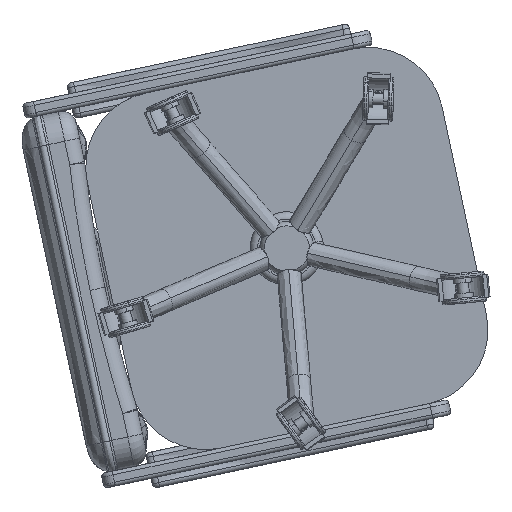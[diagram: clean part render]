
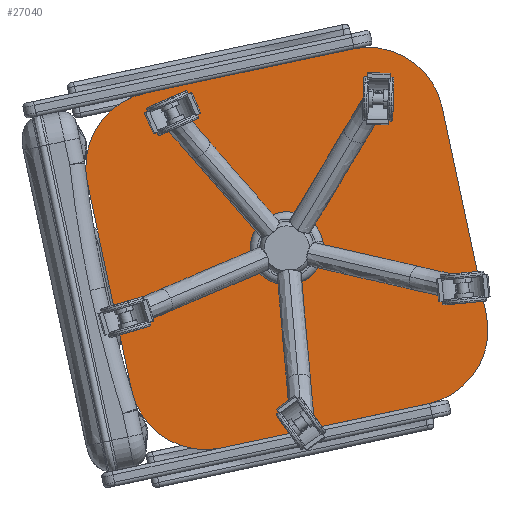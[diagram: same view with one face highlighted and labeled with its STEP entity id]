
A CAD part, front view. The second image highlights one B-rep face of the part: STEP entity #27040.
In plain terms, the highlighted planar face has unit normal (0, -1, 0).
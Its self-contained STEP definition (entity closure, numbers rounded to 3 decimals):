
#348 = DIRECTION ( 'NONE',  ( 0., 0., -1. ) ) ;
#1538 = EDGE_CURVE ( 'NONE', #14346, #25611, #27927, .T. ) ;
#1714 = AXIS2_PLACEMENT_3D ( 'NONE', #9209, #31485, #12383 ) ;
#1945 = DIRECTION ( 'NONE',  ( 0., 0., -1. ) ) ;
#2298 = CARTESIAN_POINT ( 'NONE',  ( 140., 0., 140. ) ) ;
#4017 = CARTESIAN_POINT ( 'NONE',  ( 140., 0., -140. ) ) ;
#4556 = EDGE_CURVE ( 'NONE', #18063, #19087, #16345, .T. ) ;
#4880 = CARTESIAN_POINT ( 'NONE',  ( -240., 0., -140. ) ) ;
#5739 = VERTEX_POINT ( 'NONE', #22618 ) ;
#6207 = DIRECTION ( 'NONE',  ( 0., 1., 0. ) ) ;
#6598 = DIRECTION ( 'NONE',  ( 0., 1., 0. ) ) ;
#7223 = DIRECTION ( 'NONE',  ( 0., 0., -1. ) ) ;
#7480 = CARTESIAN_POINT ( 'NONE',  ( -140., 0., 140. ) ) ;
#8051 = DIRECTION ( 'NONE',  ( 0., 0., 1. ) ) ;
#8316 = EDGE_LOOP ( 'NONE', ( #34838, #34290 ) ) ;
#8945 = VERTEX_POINT ( 'NONE', #12072 ) ;
#8983 = CIRCLE ( 'NONE', #13756, 100. ) ;
#8985 = VERTEX_POINT ( 'NONE', #21883 ) ;
#9085 = EDGE_CURVE ( 'NONE', #8945, #30498, #22020, .T. ) ;
#9098 = EDGE_CURVE ( 'NONE', #14877, #8945, #13561, .T. ) ;
#9209 = CARTESIAN_POINT ( 'NONE',  ( 140., 0., 140. ) ) ;
#9391 = CARTESIAN_POINT ( 'NONE',  ( 0., 0., 48.621 ) ) ;
#9788 = DIRECTION ( 'NONE',  ( 1., 0., 0. ) ) ;
#10129 = CIRCLE ( 'NONE', #31753, 48.621 ) ;
#10754 = ORIENTED_EDGE ( 'NONE', *, *, #14404, .F. ) ;
#10772 = CIRCLE ( 'NONE', #19015, 48.621 ) ;
#10888 = AXIS2_PLACEMENT_3D ( 'NONE', #4017, #26335, #7223 ) ;
#12072 = CARTESIAN_POINT ( 'NONE',  ( 240., 0., 140. ) ) ;
#12242 = CARTESIAN_POINT ( 'NONE',  ( 240., 0., -140. ) ) ;
#12379 = FACE_BOUND ( 'NONE', #8316, .T. ) ;
#12383 = DIRECTION ( 'NONE',  ( 0., 0., -1. ) ) ;
#12559 = ORIENTED_EDGE ( 'NONE', *, *, #18324, .F. ) ;
#12772 = CARTESIAN_POINT ( 'NONE',  ( 140., 0., -240. ) ) ;
#13047 = CARTESIAN_POINT ( 'NONE',  ( 0., 0., 0. ) ) ;
#13246 = CARTESIAN_POINT ( 'NONE',  ( 240., 0., -140. ) ) ;
#13561 = CIRCLE ( 'NONE', #22138, 100. ) ;
#13756 = AXIS2_PLACEMENT_3D ( 'NONE', #18636, #40921, #21801 ) ;
#13810 = ORIENTED_EDGE ( 'NONE', *, *, #1538, .F. ) ;
#14346 = VERTEX_POINT ( 'NONE', #12772 ) ;
#14404 = EDGE_CURVE ( 'NONE', #30498, #14346, #23428, .T. ) ;
#14877 = VERTEX_POINT ( 'NONE', #38387 ) ;
#15332 = DIRECTION ( 'NONE',  ( -1., 0., 0. ) ) ;
#15491 = PLANE ( 'NONE',  #1714 ) ;
#16249 = CARTESIAN_POINT ( 'NONE',  ( -140., 0., -240. ) ) ;
#16303 = DIRECTION ( 'NONE',  ( 0., 0., -1. ) ) ;
#16345 = CIRCLE ( 'NONE', #36843, 100. ) ;
#18063 = VERTEX_POINT ( 'NONE', #20769 ) ;
#18324 = EDGE_CURVE ( 'NONE', #19087, #14877, #37086, .T. ) ;
#18440 = VECTOR ( 'NONE', #15332, 1000. ) ;
#18573 = EDGE_LOOP ( 'NONE', ( #33474, #33169, #13810, #10754, #27716, #40716, #12559, #22990 ) ) ;
#18627 = CARTESIAN_POINT ( 'NONE',  ( -140., 0., 240. ) ) ;
#18636 = CARTESIAN_POINT ( 'NONE',  ( -140., 0., -140. ) ) ;
#18853 = CARTESIAN_POINT ( 'NONE',  ( 140., 0., 240. ) ) ;
#19015 = AXIS2_PLACEMENT_3D ( 'NONE', #40158, #21018, #1945 ) ;
#19087 = VERTEX_POINT ( 'NONE', #18627 ) ;
#20420 = EDGE_CURVE ( 'NONE', #8985, #30351, #10129, .T. ) ;
#20769 = CARTESIAN_POINT ( 'NONE',  ( -240., 0., 140. ) ) ;
#21018 = DIRECTION ( 'NONE',  ( 0., -1., 0. ) ) ;
#21801 = DIRECTION ( 'NONE',  ( 0., 0., 1. ) ) ;
#21883 = CARTESIAN_POINT ( 'NONE',  ( 0., 0., -48.621 ) ) ;
#22020 = LINE ( 'NONE', #12242, #37994 ) ;
#22138 = AXIS2_PLACEMENT_3D ( 'NONE', #2298, #6207, #348 ) ;
#22618 = CARTESIAN_POINT ( 'NONE',  ( -240., 0., -140. ) ) ;
#22990 = ORIENTED_EDGE ( 'NONE', *, *, #4556, .F. ) ;
#23428 = CIRCLE ( 'NONE', #10888, 100. ) ;
#23554 = EDGE_CURVE ( 'NONE', #25611, #5739, #8983, .T. ) ;
#24749 = EDGE_CURVE ( 'NONE', #5739, #18063, #41217, .T. ) ;
#25611 = VERTEX_POINT ( 'NONE', #16249 ) ;
#26223 = CARTESIAN_POINT ( 'NONE',  ( 140., 0., -240. ) ) ;
#26335 = DIRECTION ( 'NONE',  ( 0., 1., 0. ) ) ;
#27040 = ADVANCED_FACE ( 'NONE', ( #12379, #28359 ), #15491, .T. ) ;
#27716 = ORIENTED_EDGE ( 'NONE', *, *, #9085, .F. ) ;
#27927 = LINE ( 'NONE', #26223, #18440 ) ;
#28359 = FACE_OUTER_BOUND ( 'NONE', #18573, .T. ) ;
#28514 = DIRECTION ( 'NONE',  ( 0., 0., -1. ) ) ;
#28642 = VECTOR ( 'NONE', #9788, 1000. ) ;
#30351 = VERTEX_POINT ( 'NONE', #9391 ) ;
#30498 = VERTEX_POINT ( 'NONE', #13246 ) ;
#31485 = DIRECTION ( 'NONE',  ( 0., -1., 0. ) ) ;
#31753 = AXIS2_PLACEMENT_3D ( 'NONE', #13047, #35329, #16303 ) ;
#32699 = VECTOR ( 'NONE', #8051, 1000. ) ;
#33169 = ORIENTED_EDGE ( 'NONE', *, *, #23554, .F. ) ;
#33474 = ORIENTED_EDGE ( 'NONE', *, *, #24749, .F. ) ;
#34290 = ORIENTED_EDGE ( 'NONE', *, *, #20420, .F. ) ;
#34465 = DIRECTION ( 'NONE',  ( 0., 0., -1. ) ) ;
#34838 = ORIENTED_EDGE ( 'NONE', *, *, #39877, .F. ) ;
#35329 = DIRECTION ( 'NONE',  ( 0., -1., 0. ) ) ;
#36843 = AXIS2_PLACEMENT_3D ( 'NONE', #7480, #6598, #34465 ) ;
#37086 = LINE ( 'NONE', #18853, #28642 ) ;
#37994 = VECTOR ( 'NONE', #28514, 1000. ) ;
#38387 = CARTESIAN_POINT ( 'NONE',  ( 140., 0., 240. ) ) ;
#39877 = EDGE_CURVE ( 'NONE', #30351, #8985, #10772, .T. ) ;
#40158 = CARTESIAN_POINT ( 'NONE',  ( 0., 0., 0. ) ) ;
#40716 = ORIENTED_EDGE ( 'NONE', *, *, #9098, .F. ) ;
#40921 = DIRECTION ( 'NONE',  ( 0., 1., 0. ) ) ;
#41217 = LINE ( 'NONE', #4880, #32699 ) ;
